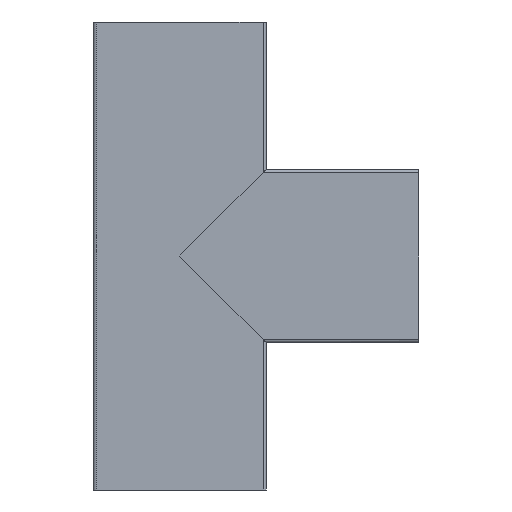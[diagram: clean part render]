
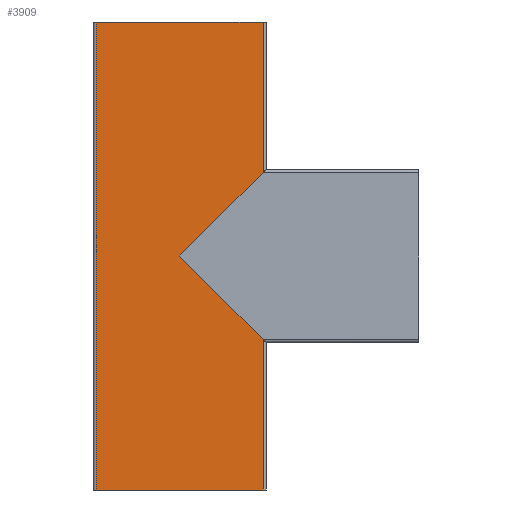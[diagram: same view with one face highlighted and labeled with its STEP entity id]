
A CAD part, front view. The second image highlights one B-rep face of the part: STEP entity #3909.
In plain terms, the highlighted planar face has unit normal (0, -1, 0).
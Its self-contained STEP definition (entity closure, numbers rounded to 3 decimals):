
#100 = VECTOR ( 'NONE', #397, 1000. ) ;
#122 = LINE ( 'NONE', #2118, #100 ) ;
#173 = ORIENTED_EDGE ( 'NONE', *, *, #2863, .T. ) ;
#255 = ORIENTED_EDGE ( 'NONE', *, *, #1244, .T. ) ;
#301 = VECTOR ( 'NONE', #2248, 1000. ) ;
#331 = DIRECTION ( 'NONE',  ( -0.707, 0., 0.707 ) ) ;
#334 = VERTEX_POINT ( 'NONE', #2890 ) ;
#397 = DIRECTION ( 'NONE',  ( 0., 0., -1. ) ) ;
#441 = CARTESIAN_POINT ( 'NONE',  ( -82., -70., 460. ) ) ;
#482 = VECTOR ( 'NONE', #331, 1000. ) ;
#511 = VECTOR ( 'NONE', #4500, 1000. ) ;
#558 = CARTESIAN_POINT ( 'NONE',  ( 0., -70., 230. ) ) ;
#624 = CARTESIAN_POINT ( 'NONE',  ( -82., -70., 460. ) ) ;
#650 = VERTEX_POINT ( 'NONE', #624 ) ;
#713 = PLANE ( 'NONE',  #2229 ) ;
#836 = EDGE_CURVE ( 'NONE', #4177, #1060, #1675, .T. ) ;
#876 = ORIENTED_EDGE ( 'NONE', *, *, #3077, .F. ) ;
#878 = ORIENTED_EDGE ( 'NONE', *, *, #1640, .F. ) ;
#919 = CARTESIAN_POINT ( 'NONE',  ( 82., -70., 460. ) ) ;
#1060 = VERTEX_POINT ( 'NONE', #2716 ) ;
#1164 = CARTESIAN_POINT ( 'NONE',  ( -82., -70., 460. ) ) ;
#1244 = EDGE_CURVE ( 'NONE', #650, #3793, #3189, .T. ) ;
#1527 = CARTESIAN_POINT ( 'NONE',  ( 82., -70., 0. ) ) ;
#1630 = ORIENTED_EDGE ( 'NONE', *, *, #2940, .T. ) ;
#1640 = EDGE_CURVE ( 'NONE', #650, #2538, #4480, .T. ) ;
#1675 = LINE ( 'NONE', #3485, #301 ) ;
#1688 = CARTESIAN_POINT ( 'NONE',  ( -82., -70., 460. ) ) ;
#1887 = ORIENTED_EDGE ( 'NONE', *, *, #3480, .F. ) ;
#1894 = CARTESIAN_POINT ( 'NONE',  ( 85., -70., 145. ) ) ;
#2118 = CARTESIAN_POINT ( 'NONE',  ( 82., -70., 460. ) ) ;
#2146 = LINE ( 'NONE', #3963, #4157 ) ;
#2206 = LINE ( 'NONE', #2854, #4312 ) ;
#2229 = AXIS2_PLACEMENT_3D ( 'NONE', #1164, #3338, #2259 ) ;
#2248 = DIRECTION ( 'NONE',  ( 0.707, 0., 0.707 ) ) ;
#2259 = DIRECTION ( 'NONE',  ( 0., 0., 1. ) ) ;
#2316 = DIRECTION ( 'NONE',  ( 0., 0., -1. ) ) ;
#2538 = VERTEX_POINT ( 'NONE', #919 ) ;
#2716 = CARTESIAN_POINT ( 'NONE',  ( 82., -70., 312. ) ) ;
#2820 = CARTESIAN_POINT ( 'NONE',  ( -82., -70., 0. ) ) ;
#2854 = CARTESIAN_POINT ( 'NONE',  ( 82., -70., 460. ) ) ;
#2863 = EDGE_CURVE ( 'NONE', #3793, #4483, #2146, .T. ) ;
#2890 = CARTESIAN_POINT ( 'NONE',  ( 82., -70., 148. ) ) ;
#2940 = EDGE_CURVE ( 'NONE', #334, #4177, #4477, .T. ) ;
#3044 = FACE_OUTER_BOUND ( 'NONE', #3913, .T. ) ;
#3077 = EDGE_CURVE ( 'NONE', #2538, #1060, #2206, .T. ) ;
#3189 = LINE ( 'NONE', #441, #3842 ) ;
#3338 = DIRECTION ( 'NONE',  ( 0., 1., 0. ) ) ;
#3480 = EDGE_CURVE ( 'NONE', #334, #4483, #122, .T. ) ;
#3485 = CARTESIAN_POINT ( 'NONE',  ( 0., -70., 230. ) ) ;
#3793 = VERTEX_POINT ( 'NONE', #2820 ) ;
#3842 = VECTOR ( 'NONE', #2316, 1000. ) ;
#3909 = ADVANCED_FACE ( 'NONE', ( #3044 ), #713, .F. ) ;
#3911 = DIRECTION ( 'NONE',  ( 1., 0., 0. ) ) ;
#3913 = EDGE_LOOP ( 'NONE', ( #1887, #1630, #4390, #876, #878, #255, #173 ) ) ;
#3963 = CARTESIAN_POINT ( 'NONE',  ( -82., -70., 0. ) ) ;
#4157 = VECTOR ( 'NONE', #3911, 1000. ) ;
#4177 = VERTEX_POINT ( 'NONE', #558 ) ;
#4312 = VECTOR ( 'NONE', #4468, 1000. ) ;
#4390 = ORIENTED_EDGE ( 'NONE', *, *, #836, .T. ) ;
#4468 = DIRECTION ( 'NONE',  ( 0., 0., -1. ) ) ;
#4477 = LINE ( 'NONE', #1894, #482 ) ;
#4480 = LINE ( 'NONE', #1688, #511 ) ;
#4483 = VERTEX_POINT ( 'NONE', #1527 ) ;
#4500 = DIRECTION ( 'NONE',  ( 1., 0., 0. ) ) ;
